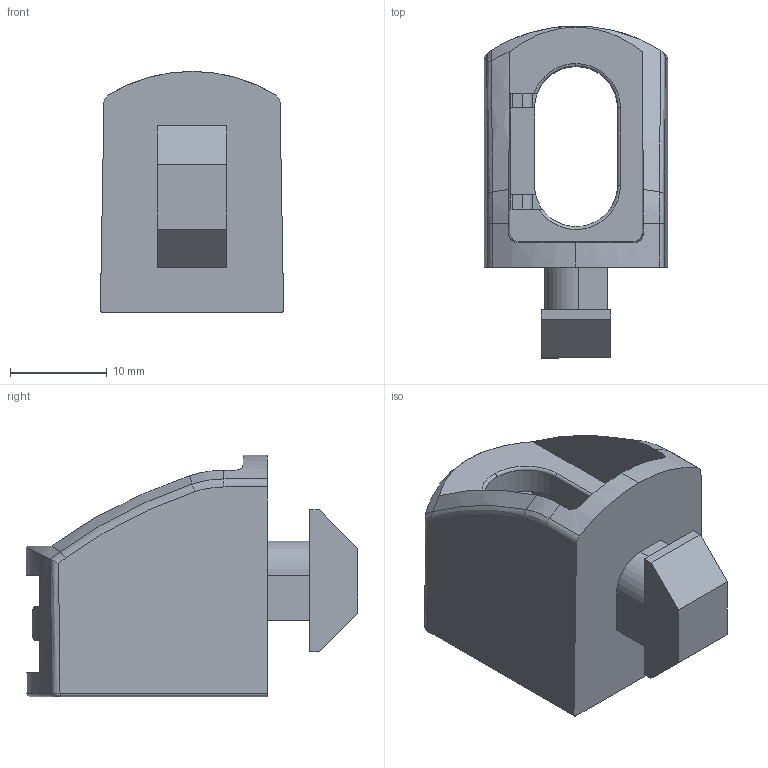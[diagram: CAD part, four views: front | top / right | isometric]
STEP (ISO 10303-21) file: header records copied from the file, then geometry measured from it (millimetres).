
FILE_DESCRIPTION (( 'STEP AP214' ), '1' );
FILE_NAME ('6.03.spqb22.STEP', '2025-06-14T19:21:29', ( '' ), ( '' ), 'SwSTEP 2.0', 'SolidWorks 2023', '' );
FILE_SCHEMA (( 'AUTOMOTIVE_DESIGN' ));
Length unit declared in the file: millimetre
Products named in the file (1): 6.03.spqb22
Bounding box: 18.99 x 34.39 x 25 mm (x, y, z)
Volume: 5041.9 mm3; surface area: 4164.8 mm2
Topology: 1 solids, 1 shells, 99 faces, 264 edges, 170 vertices
Faces by surface type: plane 49, cylinder 28, bspline 15, torus 7
Entity records: 3531 total; most frequent: CARTESIAN_POINT 1149, ORIENTED_EDGE 528, DIRECTION 448, EDGE_CURVE 264, VERTEX_POINT 170, AXIS2_PLACEMENT_3D 153, VECTOR 142, LINE 142
